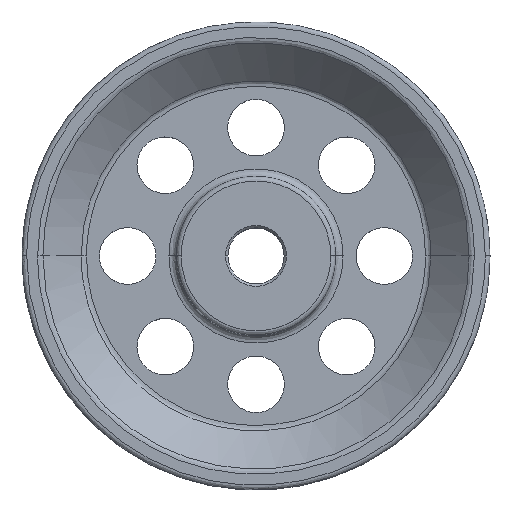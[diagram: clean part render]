
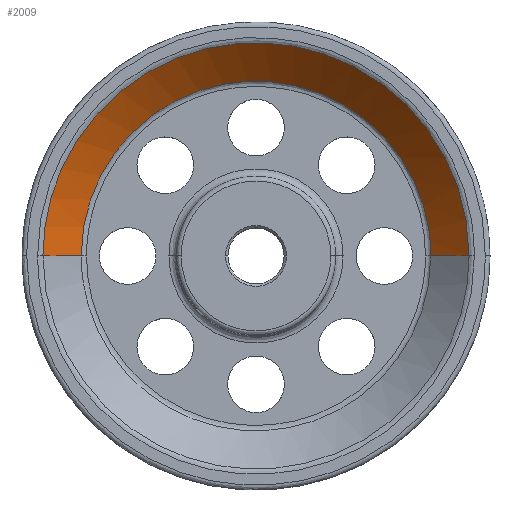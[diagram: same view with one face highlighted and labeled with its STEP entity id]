
A CAD part, top view. The second image highlights one B-rep face of the part: STEP entity #2009.
In plain terms, the highlighted free-form (B-spline) face has degree [2, 1] with [5, 2] control points.
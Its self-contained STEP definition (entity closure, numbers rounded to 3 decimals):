
#936 = VERTEX_POINT('',#937);
#937 = CARTESIAN_POINT('',(-103.387,0.,
    26.438));
#943 = EDGE_CURVE('',#944,#936,#946,.T.);
#944 = VERTEX_POINT('',#945);
#945 = CARTESIAN_POINT('',(103.387,0.,26.438));
#946 = ( BOUNDED_CURVE() B_SPLINE_CURVE(2,(#947,#948,#949,#950,#951),
.UNSPECIFIED.,.F.,.F.) B_SPLINE_CURVE_WITH_KNOTS((3,2,3),(3.142,
4.712,6.283),.PIECEWISE_BEZIER_KNOTS.) CURVE() 
GEOMETRIC_REPRESENTATION_ITEM() RATIONAL_B_SPLINE_CURVE((1.,
0.707,1.,0.707,1.)) REPRESENTATION_ITEM('') );
#947 = CARTESIAN_POINT('',(103.387,0.,
    26.438));
#948 = CARTESIAN_POINT('',(103.387,103.387,
    26.438));
#949 = CARTESIAN_POINT('',(0.,103.387,
    26.438));
#950 = CARTESIAN_POINT('',(-103.387,103.387,
    26.438));
#951 = CARTESIAN_POINT('',(-103.387,0.,
    26.438));
#981 = VERTEX_POINT('',#982);
#982 = CARTESIAN_POINT('',(84.825,0.,7.876));
#989 = VERTEX_POINT('',#990);
#990 = CARTESIAN_POINT('',(-84.825,0.,
    7.876));
#1286 = EDGE_CURVE('',#981,#944,#1287,.T.);
#1287 = B_SPLINE_CURVE_WITH_KNOTS('',1,(#1288,#1289),.UNSPECIFIED.,.F.,
  .F.,(2,2),(-19.404,-1.052),.PIECEWISE_BEZIER_KNOTS.);
#1288 = CARTESIAN_POINT('',(84.825,0.,7.876));
#1289 = CARTESIAN_POINT('',(103.387,0.,26.438));
#1299 = EDGE_CURVE('',#989,#936,#1300,.T.);
#1300 = B_SPLINE_CURVE_WITH_KNOTS('',1,(#1301,#1302),.UNSPECIFIED.,.F.,
  .F.,(2,2),(-19.404,-1.052),.PIECEWISE_BEZIER_KNOTS.);
#1301 = CARTESIAN_POINT('',(-84.825,0.,
    7.876));
#1302 = CARTESIAN_POINT('',(-103.387,0.,
    26.438));
#2009 = ADVANCED_FACE('',(#2010),#2023,.F.);
#2010 = FACE_BOUND('',#2011,.F.);
#2011 = EDGE_LOOP('',(#2012,#2013,#2014,#2022));
#2012 = ORIENTED_EDGE('',*,*,#943,.F.);
#2013 = ORIENTED_EDGE('',*,*,#1286,.F.);
#2014 = ORIENTED_EDGE('',*,*,#2015,.F.);
#2015 = EDGE_CURVE('',#989,#981,#2016,.T.);
#2016 = ( BOUNDED_CURVE() B_SPLINE_CURVE(2,(#2017,#2018,#2019,#2020,
#2021),.UNSPECIFIED.,.F.,.F.) B_SPLINE_CURVE_WITH_KNOTS((3,2,3),(
    3.142,4.712,6.283),
.PIECEWISE_BEZIER_KNOTS.) CURVE() GEOMETRIC_REPRESENTATION_ITEM() 
RATIONAL_B_SPLINE_CURVE((1.,0.707,1.,0.707,1.)) 
REPRESENTATION_ITEM('') );
#2017 = CARTESIAN_POINT('',(-84.825,0.,
    7.876));
#2018 = CARTESIAN_POINT('',(-84.825,84.825,
    7.876));
#2019 = CARTESIAN_POINT('',(0.,84.825,
    7.876));
#2020 = CARTESIAN_POINT('',(84.825,84.825,
    7.876));
#2021 = CARTESIAN_POINT('',(84.825,0.,
    7.876));
#2022 = ORIENTED_EDGE('',*,*,#1299,.T.);
#2023 = ( BOUNDED_SURFACE() B_SPLINE_SURFACE(2,1,(
    (#2024,#2025)
    ,(#2026,#2027)
    ,(#2028,#2029)
    ,(#2030,#2031)
    ,(#2032,#2033
)),.UNSPECIFIED.,.F.,.F.,.F.) B_SPLINE_SURFACE_WITH_KNOTS((3,2,3),(2,2),
  (0.,1.571,3.142),(-19.404,-1.052),
.PIECEWISE_BEZIER_KNOTS.) GEOMETRIC_REPRESENTATION_ITEM() 
RATIONAL_B_SPLINE_SURFACE((
    (1.,1.)
    ,(0.707,0.707)
    ,(1.,1.)
    ,(0.707,0.707)
,(1.,1.))) REPRESENTATION_ITEM('') SURFACE() );
#2024 = CARTESIAN_POINT('',(84.825,0.,7.876));
#2025 = CARTESIAN_POINT('',(103.387,0.,26.438));
#2026 = CARTESIAN_POINT('',(84.825,84.825,
    7.876));
#2027 = CARTESIAN_POINT('',(103.387,103.387,
    26.438));
#2028 = CARTESIAN_POINT('',(0.,84.825,
    7.876));
#2029 = CARTESIAN_POINT('',(0.,103.387,
    26.438));
#2030 = CARTESIAN_POINT('',(-84.825,84.825,
    7.876));
#2031 = CARTESIAN_POINT('',(-103.387,103.387,
    26.438));
#2032 = CARTESIAN_POINT('',(-84.825,0.,
    7.876));
#2033 = CARTESIAN_POINT('',(-103.387,0.,
    26.438));
